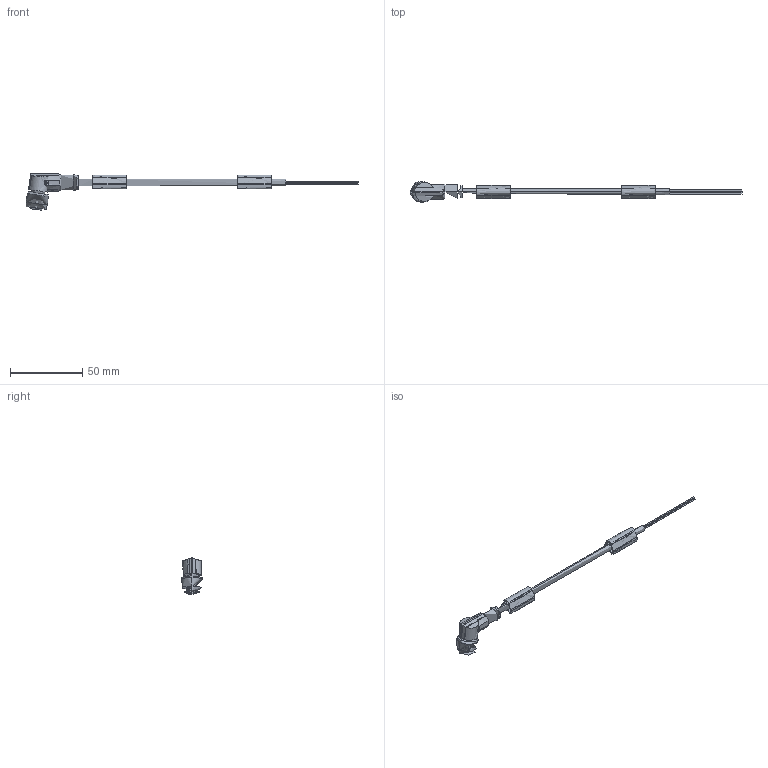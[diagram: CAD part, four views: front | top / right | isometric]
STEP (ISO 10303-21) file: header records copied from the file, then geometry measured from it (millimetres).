
FILE_DESCRIPTION (( 'STEP AP214' ), '1' );
FILE_NAME ('LF9Z-CM23_SUR_rev0.0.STEP', '2021-05-25T07:09:25', ( '' ), ( '' ), 'SwSTEP 2.0', 'SolidWorks 2019', '' );
FILE_SCHEMA (( 'AUTOMOTIVE_DESIGN' ));
Length unit declared in the file: millimetre
Products named in the file (2): LF9Z-CM23_蹬怮椔; LF9Z-CM23_SUR_rev0.0
Assembly tree (1 placements, depth 2):
  LF9Z-CM23_SUR_rev0.0
    LF9Z-CM23_蹬怮椔
Bounding box: 229.14 x 14.69 x 25.2 mm (x, y, z)
Topology: 0 solids, 7 shells, 281 faces, 724 edges, 446 vertices
Faces by surface type: cylinder 132, plane 96, cone 33, bspline 20
Entity records: 12480 total; most frequent: CARTESIAN_POINT 4647, ORIENTED_EDGE 1352, DIRECTION 1035, EDGE_CURVE 724, VERTEX_POINT 447, AXIS2_PLACEMENT_3D 405, B_SPLINE_CURVE_WITH_KNOTS 355, EDGE_LOOP 314
